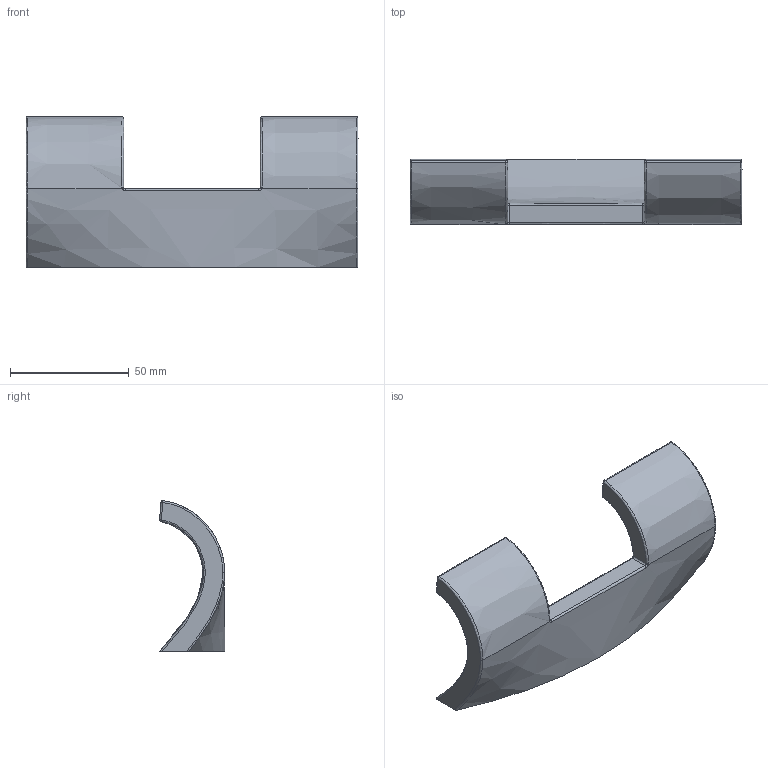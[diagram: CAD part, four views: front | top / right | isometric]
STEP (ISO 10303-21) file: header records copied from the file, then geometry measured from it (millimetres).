
FILE_DESCRIPTION((''),'2;1');
FILE_NAME('37-13','2021-10-28T10:38:53',('jinson.thomas'),(''),'CREO PARAMETRIC BY PTC INC, 2018400','CREO PARAMETRIC BY PTC INC, 2018400','');
FILE_SCHEMA(('CONFIG_CONTROL_DESIGN'));
Length unit declared in the file: inch
Products named in the file (1): 37-13
Bounding box: 139.7 x 27.43 x 63.4 mm (x, y, z)
Volume: 90639.8 mm3; surface area: 22496.8 mm2
Topology: 1 solids, 1 shells, 48 faces, 102 edges, 56 vertices
Faces by surface type: bspline 26, sphere 8, plane 8, cylinder 6
Entity records: 3046 total; most frequent: CARTESIAN_POINT 2154, ORIENTED_EDGE 204, DIRECTION 134, EDGE_CURVE 102, AXIS2_PLACEMENT_3D 58, VERTEX_POINT 56, EDGE_LOOP 48, FACE_OUTER_BOUND 48
